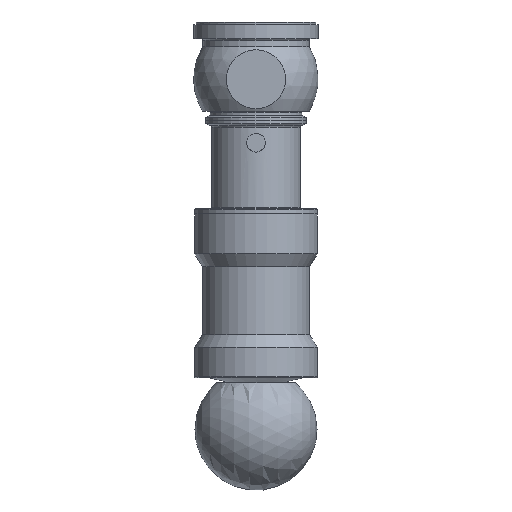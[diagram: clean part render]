
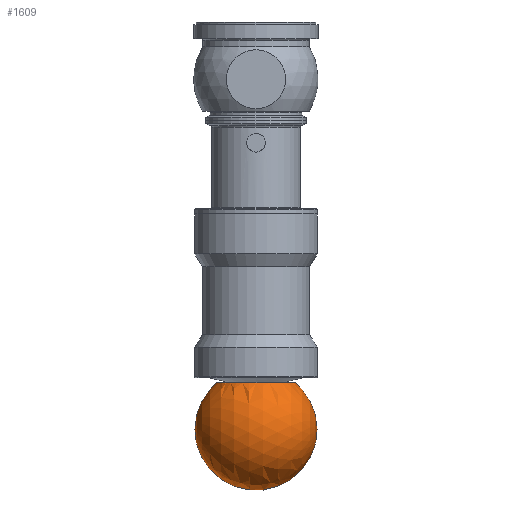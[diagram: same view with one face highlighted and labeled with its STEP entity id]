
A CAD part, left-side view. The second image highlights one B-rep face of the part: STEP entity #1609.
In plain terms, the highlighted spherical face has radius 72.5 mm.
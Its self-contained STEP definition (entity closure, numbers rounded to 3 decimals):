
#1593=CARTESIAN_POINT('',(150.,266.5,0.0));
#1594=DIRECTION('',(0.0,0.0,1.0));
#1595=DIRECTION('',(1.0,0.0,0.0));
#1596=AXIS2_PLACEMENT_3D('',#1593,#1594,#1595);
#1597=SPHERICAL_SURFACE('',#1596,72.5);
#1598=CARTESIAN_POINT('',(196.648,211.,0.0));
#1599=VERTEX_POINT('',#1598);
#1600=CARTESIAN_POINT('',(150.,211.,0.0));
#1601=DIRECTION('',(0.0,-1.0,0.0));
#1602=DIRECTION('',(1.0,0.0,0.0));
#1603=AXIS2_PLACEMENT_3D('',#1600,#1601,#1602);
#1604=CIRCLE('',#1603,46.648);
#1605=EDGE_CURVE('',#1599,#1599,#1604,.T.);
#1606=ORIENTED_EDGE('',*,*,#1605,.F.);
#1607=EDGE_LOOP('',(#1606));
#1608=FACE_OUTER_BOUND('',#1607,.T.);
#1609=ADVANCED_FACE('',(#1608),#1597,.T.);
